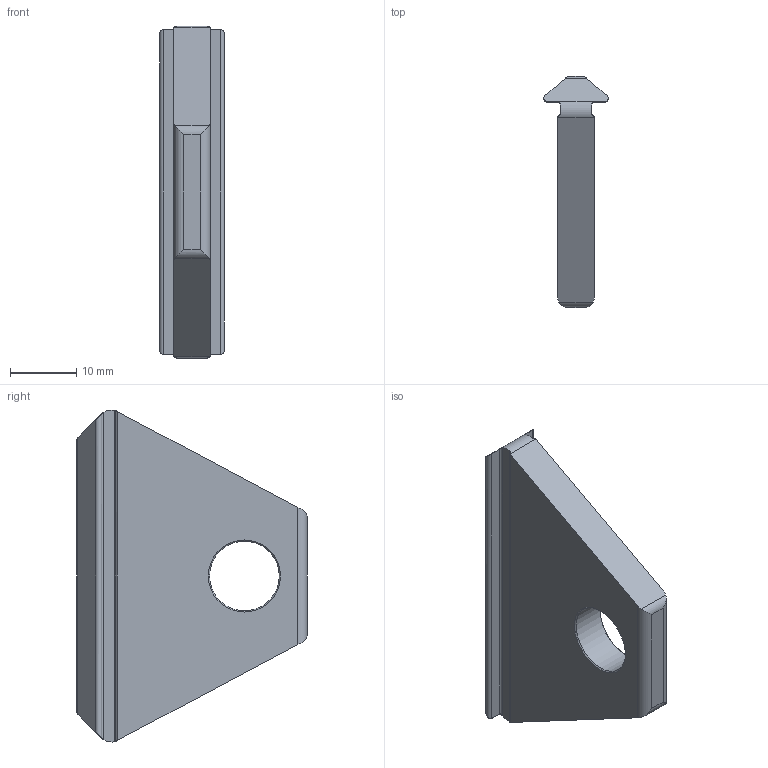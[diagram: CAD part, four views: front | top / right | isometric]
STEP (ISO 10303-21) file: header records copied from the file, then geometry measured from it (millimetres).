
FILE_DESCRIPTION(/* description */ ('STEP AP214'),/* implementation_level */ '2;1');
FILE_NAME(/* name */ '093009',/* time_stamp */ '2025-06-26T05:01:51+02:00',/* author */ ('License CC BY-ND 4.0'),/* organization */ ('CADENAS'),/* preprocessor_version */ 'ST-DEVELOPER v19.3',/* originating_system */ 'PARTsolutions',/* authorisation */ ' ');
FILE_SCHEMA (('AUTOMOTIVE_DESIGN {1 0 10303 214 3 1 1}'));
Length unit declared in the file: millimetre
Products named in the file (2): 093009; 093009-slider
Assembly tree (1 placements, depth 2):
  093009
    093009-slider
Bounding box: 9.72 x 34.8 x 50.05 mm (x, y, z)
Volume: 6671.4 mm3; surface area: 3547.3 mm2
Topology: 1 solids, 1 shells, 36 faces, 99 edges, 65 vertices
Faces by surface type: cylinder 20, plane 14, cone 2
Full cylindrical faces by diameter (mm): 10.5 x1, 10.86 x1
Entity records: 1201 total; most frequent: CARTESIAN_POINT 258, ORIENTED_EDGE 190, DIRECTION 180, EDGE_CURVE 95, AXIS2_PLACEMENT_3D 67, VERTEX_POINT 65, LINE 46, VECTOR 46
